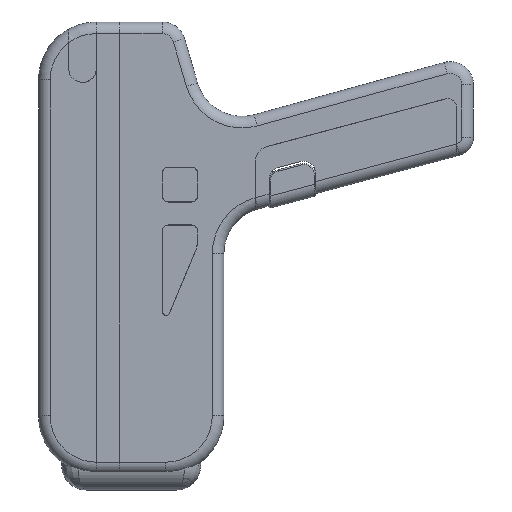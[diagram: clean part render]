
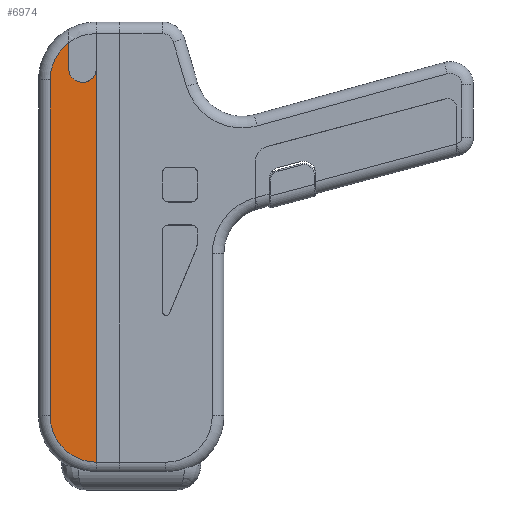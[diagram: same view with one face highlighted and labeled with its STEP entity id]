
A CAD part, left-side view. The second image highlights one B-rep face of the part: STEP entity #6974.
In plain terms, the highlighted planar face has unit normal (-1, 0, 0).
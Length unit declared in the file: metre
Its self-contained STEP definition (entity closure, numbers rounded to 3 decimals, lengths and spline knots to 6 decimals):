
#383=CIRCLE('',#7759,0.02);
#388=CIRCLE('',#7767,0.02);
#390=CIRCLE('',#7772,0.00605);
#2405=ORIENTED_EDGE('',*,*,#3485,.F.);
#2406=ORIENTED_EDGE('',*,*,#3486,.T.);
#2407=ORIENTED_EDGE('',*,*,#3481,.T.);
#2408=ORIENTED_EDGE('',*,*,#3467,.T.);
#2409=ORIENTED_EDGE('',*,*,#3470,.T.);
#2410=ORIENTED_EDGE('',*,*,#3441,.F.);
#3441=EDGE_CURVE('',#4123,#4124,#4810,.T.);
#3467=EDGE_CURVE('',#4144,#4143,#4827,.F.);
#3470=EDGE_CURVE('',#4143,#4124,#383,.F.);
#3481=EDGE_CURVE('',#4152,#4144,#388,.F.);
#3485=EDGE_CURVE('',#4154,#4123,#390,.F.);
#3486=EDGE_CURVE('',#4154,#4152,#4830,.T.);
#4123=VERTEX_POINT('',#12168);
#4124=VERTEX_POINT('',#12170);
#4143=VERTEX_POINT('',#12219);
#4144=VERTEX_POINT('',#12221);
#4152=VERTEX_POINT('',#12266);
#4154=VERTEX_POINT('',#12283);
#4810=LINE('',#12169,#5500);
#4827=LINE('',#12220,#5517);
#4830=LINE('',#12284,#5520);
#5500=VECTOR('',#9663,1.);
#5517=VECTOR('',#9708,1.);
#5520=VECTOR('',#9745,1.);
#5939=EDGE_LOOP('',(#2405,#2406,#2407,#2408,#2409,#2410));
#6359=FACE_BOUND('',#5939,.T.);
#6589=PLANE('',#7771);
#6974=ADVANCED_FACE('',(#6359),#6589,.F.);
#7759=AXIS2_PLACEMENT_3D('',#12226,#9715,#9716);
#7767=AXIS2_PLACEMENT_3D('',#12268,#9732,#9733);
#7771=AXIS2_PLACEMENT_3D('',#12281,#9741,#9742);
#7772=AXIS2_PLACEMENT_3D('',#12282,#9743,#9744);
#9663=DIRECTION('',(0.,0.,-1.));
#9708=DIRECTION('',(0.,0.,1.));
#9715=DIRECTION('',(1.,0.,0.));
#9716=DIRECTION('',(0.,-1.,0.));
#9732=DIRECTION('',(1.,0.,0.));
#9733=DIRECTION('',(0.,-1.,0.));
#9741=DIRECTION('',(1.,0.,0.));
#9742=DIRECTION('',(0.,0.,-1.));
#9743=DIRECTION('',(1.,0.,0.));
#9744=DIRECTION('',(0.,-1.,0.));
#9745=DIRECTION('',(0.,0.,1.));
#12168=CARTESIAN_POINT('',(0.,0.162734,0.01896));
#12169=CARTESIAN_POINT('',(0.,0.162734,-0.057764));
#12170=CARTESIAN_POINT('',(0.,0.162734,-0.150264));
#12219=CARTESIAN_POINT('',(0.,0.182734,-0.130264));
#12220=CARTESIAN_POINT('',(0.,0.182734,-0.057764));
#12221=CARTESIAN_POINT('',(0.,0.182734,0.014736));
#12226=CARTESIAN_POINT('',(0.,0.162734,-0.130264));
#12266=CARTESIAN_POINT('',(0.,0.174784,0.030699));
#12268=CARTESIAN_POINT('',(0.,0.162734,0.014736));
#12281=CARTESIAN_POINT('',(0.,0.093867,-0.057764));
#12282=CARTESIAN_POINT('',(0.,0.168734,0.019736));
#12283=CARTESIAN_POINT('',(0.,0.174784,0.019736));
#12284=CARTESIAN_POINT('',(0.,0.174784,0.029736));
